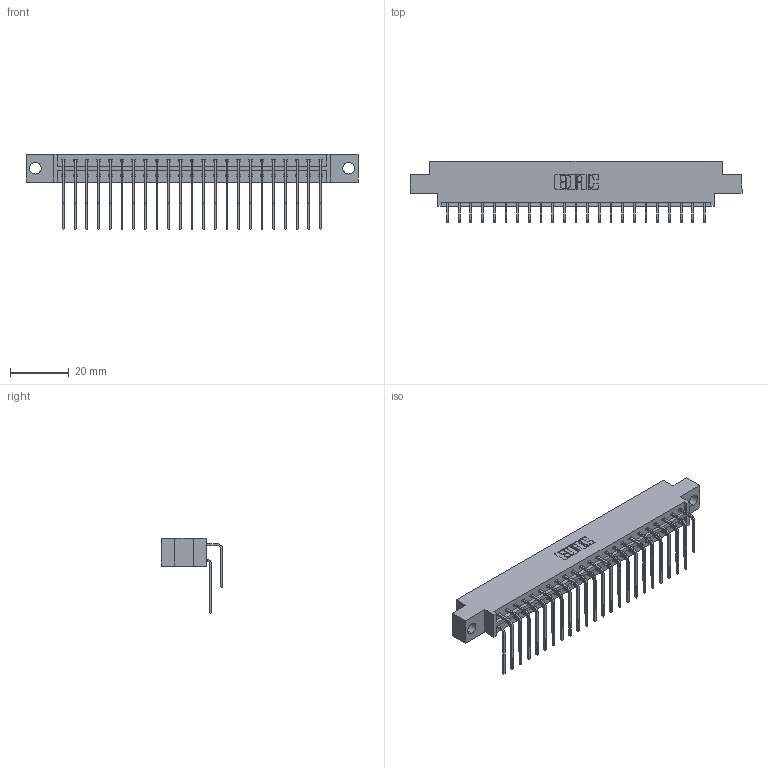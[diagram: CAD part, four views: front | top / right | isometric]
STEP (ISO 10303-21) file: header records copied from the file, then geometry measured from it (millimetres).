
FILE_DESCRIPTION (( 'STEP AP203' ), '1' );
FILE_NAME ('333-046-559-804.STEP', '2018-08-03T22:57:54', ( '' ), ( '' ), 'SwSTEP 2.0', 'SolidWorks 2016', '' );
FILE_SCHEMA (( 'CONFIG_CONTROL_DESIGN' ));
Length unit declared in the file: inch
Products named in the file (4): 333 Part_Offset - .156 Dia - TH; 345-292-001_558 559 Tail - 1; 345-292-001_559 Tail - 2; 333-046-559-804
Assembly tree (47 placements, depth 2):
  333-046-559-804
    333 Part_Offset - .156 Dia - TH
    345-292-001_558 559 Tail - 1  x23
    345-292-001_559 Tail - 2  x23
Bounding box: 112.67 x 20.9 x 25.53 mm (x, y, z)
Volume: 11275.4 mm3; surface area: 14468.2 mm2
Topology: 47 solids, 47 shells, 2602 faces, 7729 edges, 5090 vertices
Faces by surface type: plane 1822, cylinder 780
Entity records: 19173 total; most frequent: CARTESIAN_POINT 3253, ORIENTED_EDGE 3138, DIRECTION 2793, EDGE_CURVE 1569, VECTOR 1401, LINE 1401, VERTEX_POINT 1042, AXIS2_PLACEMENT_3D 696
